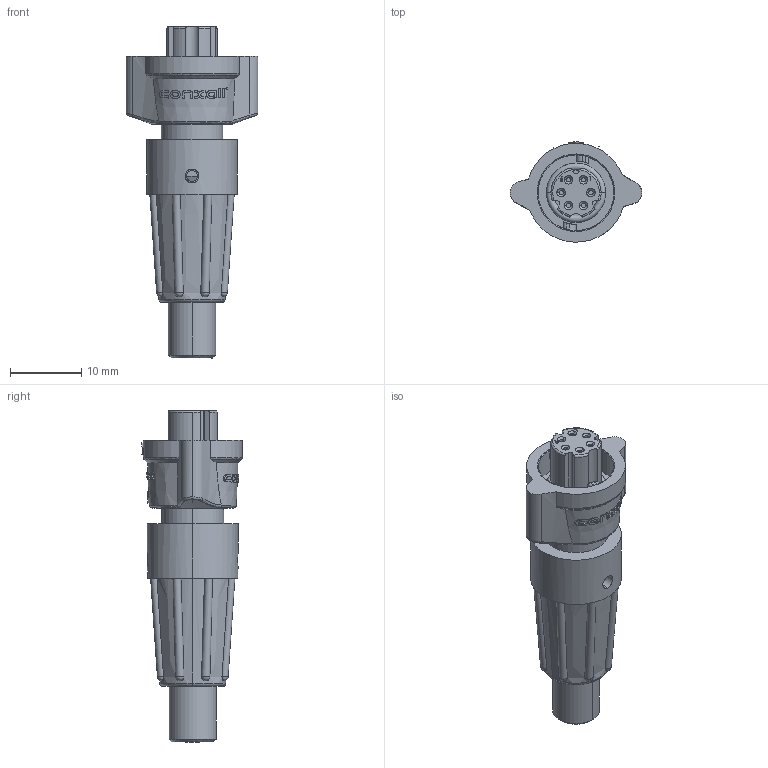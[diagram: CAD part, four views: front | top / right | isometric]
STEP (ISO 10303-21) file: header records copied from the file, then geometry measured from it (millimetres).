
FILE_DESCRIPTION (( 'STEP AP203' ), '1' );
FILE_NAME ('W16982-6SG-P-5XX.STEP', '2021-01-12T20:31:38', ( '' ), ( '' ), 'SwSTEP 2.0', 'SolidWorks 2020', '' );
FILE_SCHEMA (( 'CONFIG_CONTROL_DESIGN' ));
Length unit declared in the file: millimetre
Products named in the file (3): W16982-6SG-P-5XX; W16982-6SG-P.step; 5XX BACKSHELL.step
Assembly tree (2 placements, depth 2):
  W16982-6SG-P-5XX
    W16982-6SG-P.step
    5XX BACKSHELL.step
Bounding box: 18.48 x 14.07 x 46.55 mm (x, y, z)
Volume: 3238 mm3; surface area: 3617.7 mm2
Topology: 4 solids, 4 shells, 485 faces, 1353 edges, 899 vertices
Faces by surface type: plane 210, cylinder 138, bspline 62, cone 40, torus 19, sphere 16
Entity records: 21220 total; most frequent: CARTESIAN_POINT 9581, ORIENTED_EDGE 2666, DIRECTION 1946, EDGE_CURVE 1333, VERTEX_POINT 895, AXIS2_PLACEMENT_3D 702, VECTOR 542, LINE 542
